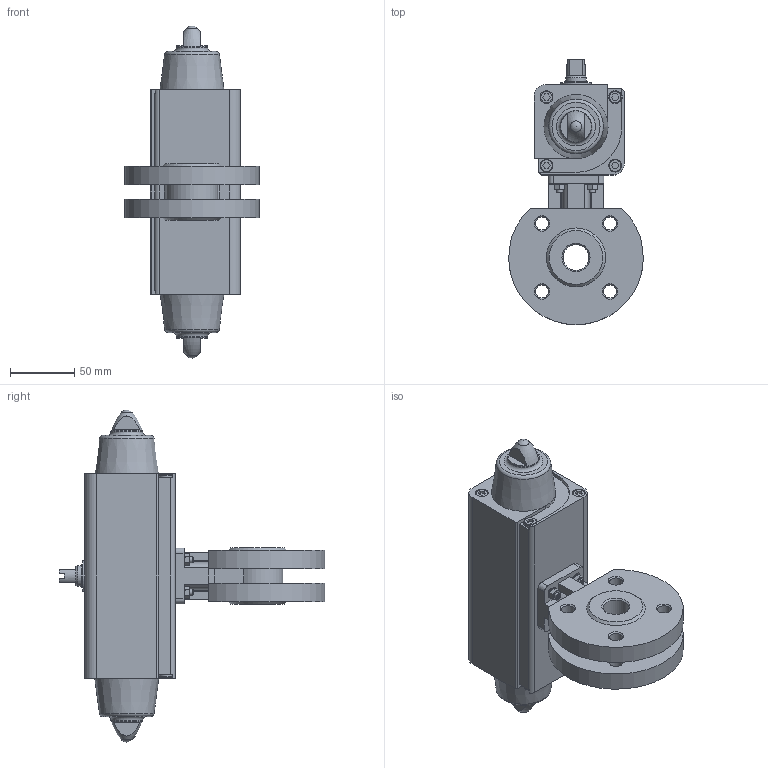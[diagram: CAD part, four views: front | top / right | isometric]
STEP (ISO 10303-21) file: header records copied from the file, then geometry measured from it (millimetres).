
FILE_DESCRIPTION(/* description */ ('STEP AP214'),/* implementation_level */ '2;1');
FILE_NAME(/* name */ '1915402_VZBC-20-FF-40-22-F0304-V4V4T-PS30-R-90-4-C',/* time_stamp */ '2024-09-18T00:46:39+02:00',/* author */ ('License CC BY-ND 4.0'),/* organization */ ('CADENAS'),/* preprocessor_version */ 'ST-DEVELOPER v19.3',/* originating_system */ 'PARTsolutions',/* authorisation */ ' ');
FILE_SCHEMA (('AUTOMOTIVE_DESIGN {1 0 10303 214 3 1 1}'));
Length unit declared in the file: millimetre
Products named in the file (8): 1915402 VZBC-20-FF-40-22-F0304-V4V4T-PS30-R-90-4-C; 1692200 VZBC-20-FF-40-22-F0304-V4V4T; DIN-913 - M5x25; 690066 S 5 A2; DIN 934 - M5(F); 533434 DAPS-0030-090-RS4-F04---(1); 533434 DAPS-0030-090-RS4-F04---(2); 8082118 DARQ-R-A-S14-S9-16
Assembly tree (16 placements, depth 2):
  1915402 VZBC-20-FF-40-22-F0304-V4V4T-PS30-R-90-4-C
    1692200 VZBC-20-FF-40-22-F0304-V4V4T
    DIN-913 - M5x25  x4
    690066 S 5 A2  x4
    DIN 934 - M5(F)  x4
    533434 DAPS-0030-090-RS4-F04---(1)
    533434 DAPS-0030-090-RS4-F04---(2)
    8082118 DARQ-R-A-S14-S9-16
Bounding box: 104.95 x 207.2 x 259 mm (x, y, z)
Volume: 1131918.9 mm3; surface area: 138490.2 mm2
Topology: 16 solids, 16 shells, 513 faces, 1245 edges, 784 vertices
Faces by surface type: plane 279, cylinder 114, cone 101, torus 17, sphere 2
Full cylindrical faces by diameter (mm): 4.134 x16, 4.917 x1, 5 x4, 5.3 x4, 8.5 x1, 8.566 x2, 9 x4, 10 x8, 10.106 x8, 16 x1, 18.4 x1, 20 x1, 22 x1, 24 x2, 27 x1, 28 x2
Entity records: 11747 total; most frequent: CARTESIAN_POINT 2072, DIRECTION 1996, ORIENTED_EDGE 1748, EDGE_CURVE 874, AXIS2_PLACEMENT_3D 723, VERTEX_POINT 637, FACE_BOUND 607, EDGE_LOOP 592
